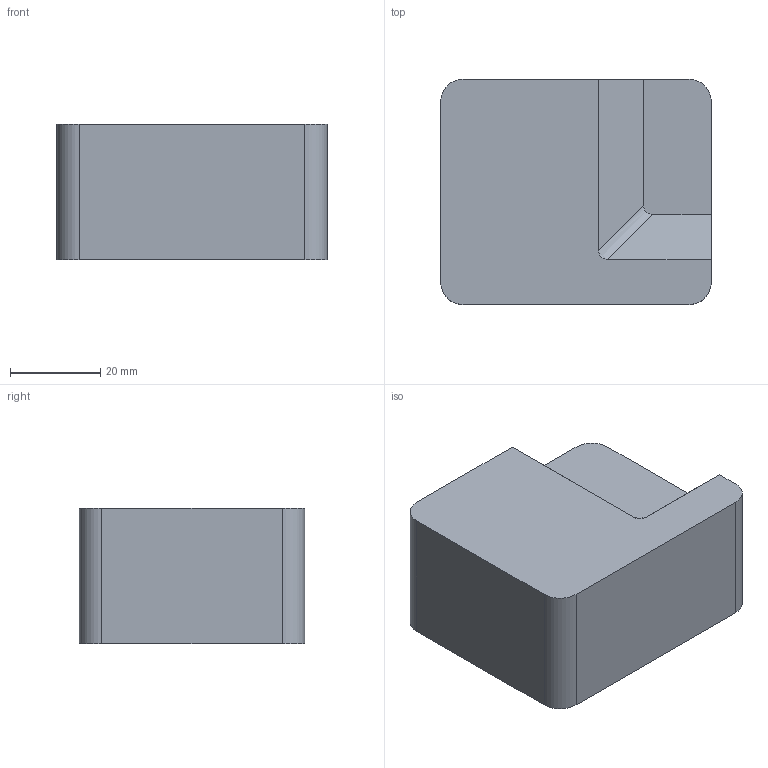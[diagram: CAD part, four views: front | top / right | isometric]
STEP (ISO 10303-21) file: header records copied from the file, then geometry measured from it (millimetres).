
FILE_DESCRIPTION(/* description */ (''),/* implementation_level */ '2;1');
FILE_NAME(/* name */ '',/* time_stamp */ '2022-12-11T21:33:23+08:00',/* author */ ('kangyucheng'),/* organization */ (''),/* preprocessor_version */ 'ST-DEVELOPER v19.2',/* originating_system */ 'Autodesk Inventor 2023',/* authorisation */ '');
FILE_SCHEMA (('AUTOMOTIVE_DESIGN { 1 0 10303 214 3 1 1 }'));
Length unit declared in the file: millimetre
Products named in the file (1): 零件3母体
Bounding box: 60 x 50 x 30 mm (x, y, z)
Volume: 82335.1 mm3; surface area: 11993.2 mm2
Topology: 1 solids, 1 shells, 14 faces, 36 edges, 24 vertices
Faces by surface type: plane 9, cylinder 4, bspline 1
Entity records: 474 total; most frequent: CARTESIAN_POINT 80, DIRECTION 74, ORIENTED_EDGE 72, EDGE_CURVE 36, LINE 26, VECTOR 26, VERTEX_POINT 24, AXIS2_PLACEMENT_3D 24
